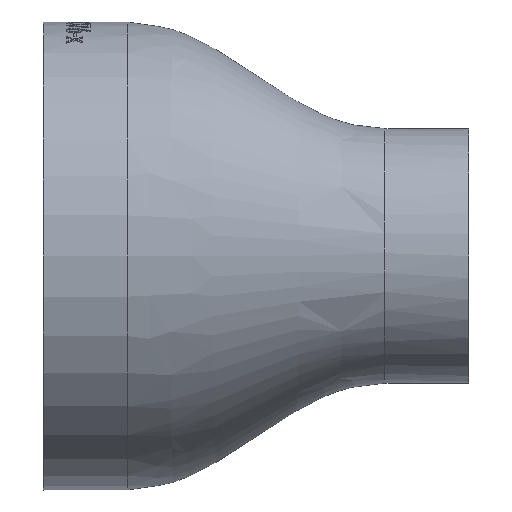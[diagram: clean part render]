
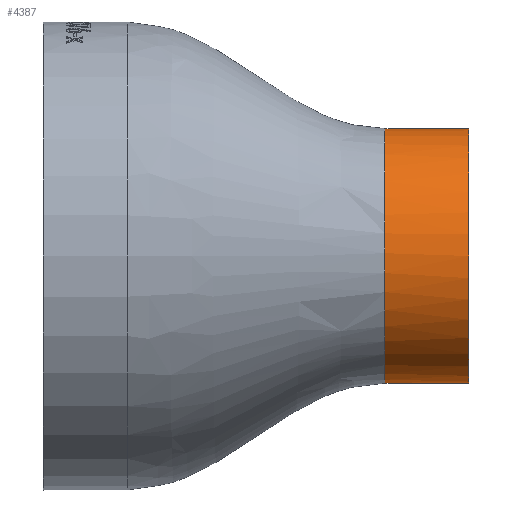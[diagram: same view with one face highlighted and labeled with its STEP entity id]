
A CAD part, front view. The second image highlights one B-rep face of the part: STEP entity #4387.
In plain terms, the highlighted cylindrical face has radius 38.05 mm (diameter 76.1 mm), a full revolution.
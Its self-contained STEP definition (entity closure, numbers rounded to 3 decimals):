
#166 = CARTESIAN_POINT ( 'NONE',  ( 102., -16.968, -35.112 ) ) ;
#1231 = CARTESIAN_POINT ( 'NONE',  ( 127., -31.8, 38.05 ) ) ;
#1592 = CARTESIAN_POINT ( 'NONE',  ( 102., -49.963, -33.505 ) ) ;
#1711 = CARTESIAN_POINT ( 'NONE',  ( 102., -63.395, -21.302 ) ) ;
#1717 = DIRECTION ( 'NONE',  ( -1., 0., 0. ) ) ;
#1803 = VERTEX_POINT ( 'NONE', #10773 ) ;
#1956 = CARTESIAN_POINT ( 'NONE',  ( 102., -0.204, -21.302 ) ) ;
#2206 = CARTESIAN_POINT ( 'NONE',  ( 102., -49.963, 33.505 ) ) ;
#2443 = CARTESIAN_POINT ( 'NONE',  ( 102., -56.036, 29.401 ) ) ;
#2561 = CARTESIAN_POINT ( 'NONE',  ( 102., -20.463, 36.395 ) ) ;
#3393 = CARTESIAN_POINT ( 'NONE',  ( 102., 6.117, -3.907 ) ) ;
#3511 = CARTESIAN_POINT ( 'NONE',  ( 102., -27.886, -37.917 ) ) ;
#3872 = CARTESIAN_POINT ( 'NONE',  ( 102., -20.463, -36.395 ) ) ;
#4105 = DIRECTION ( 'NONE',  ( -1., 0., 0. ) ) ;
#4119 = CARTESIAN_POINT ( 'NONE',  ( 102., -31.8, 38.117 ) ) ;
#4242 = CARTESIAN_POINT ( 'NONE',  ( 102., -27.886, 37.917 ) ) ;
#4387 = ADVANCED_FACE ( 'NONE', ( #15971, #23637 ), #7241, .T. ) ;
#4481 = CARTESIAN_POINT ( 'NONE',  ( 102., 4.595, 11.335 ) ) ;
#4820 = VERTEX_POINT ( 'NONE', #1231 ) ;
#5549 = CARTESIAN_POINT ( 'NONE',  ( 102., 6.25, 0. ) ) ;
#5662 = CARTESIAN_POINT ( 'NONE',  ( 102., -69.917, 0. ) ) ;
#5922 = CARTESIAN_POINT ( 'NONE',  ( 102., -16.968, 35.112 ) ) ;
#6034 = CARTESIAN_POINT ( 'NONE',  ( 102., -35.714, 37.917 ) ) ;
#6214 = AXIS2_PLACEMENT_3D ( 'NONE', #7955, #4105, #12841 ) ;
#6272 = CARTESIAN_POINT ( 'NONE',  ( 102., -65.305, 18.163 ) ) ;
#6999 = CARTESIAN_POINT ( 'NONE',  ( 102., -69.717, 3.914 ) ) ;
#7004 = DIRECTION ( 'NONE',  ( 0., 0., 1. ) ) ;
#7114 = CARTESIAN_POINT ( 'NONE',  ( 102., -10.498, -31.595 ) ) ;
#7235 = CARTESIAN_POINT ( 'NONE',  ( 102., 6.25, -1.313 ) ) ;
#7241 = CYLINDRICAL_SURFACE ( 'NONE', #11573, 38.05 ) ;
#7267 = ORIENTED_EDGE ( 'NONE', *, *, #22108, .F. ) ;
#7482 = CARTESIAN_POINT ( 'NONE',  ( 102., -31.8, -38.117 ) ) ;
#7658 = B_SPLINE_CURVE_WITH_KNOTS ( 'NONE', 3,
 ( #5549, #7235, #3393, #9259, #14299, #21717, #23516, #1956, #16560, #12854, #12977, #7114, #20160, #166, #3872, #19804, #3511, #7482, #18000, #8797, #14777, #21839, #1592, #16201, #8911, #10804, #18119, #1711, #16314, #23631, #16073, #22074, #23396, #5662, #6999, #18856, #11657, #9501, #6272, #18978, #15254, #18607, #2443, #11530, #2206, #13579, #16923, #9384, #6034, #4119, #4242, #13461, #2561, #5922, #9860, #22195, #22563, #11413, #18727, #22443, #20529, #13341, #4481, #20647, #17155, #20883, #16681 ),
 .UNSPECIFIED., .T., .F.,
 ( 4, 1, 1, 1, 1, 1, 1, 1, 1, 1, 1, 1, 1, 1, 1, 1, 1, 1, 1, 1, 1, 1, 1, 1, 1, 1, 1, 1, 1, 1, 1, 1, 1, 1, 1, 1, 1, 1, 1, 1, 1, 1, 1, 1, 1, 1, 1, 1, 1, 1, 1, 1, 1, 1, 1, 1, 1, 1, 1, 1, 1, 1, 1, 1, 4 ),
 ( 0., 0.016, 0.031, 0.047, 0.063, 0.078, 0.094, 0.109, 0.125, 0.141, 0.156, 0.172, 0.188, 0.203, 0.219, 0.234, 0.25, 0.266, 0.281, 0.297, 0.313, 0.328, 0.344, 0.359, 0.375, 0.391, 0.406, 0.422, 0.438, 0.453, 0.469, 0.484, 0.5, 0.516, 0.531, 0.547, 0.563, 0.578, 0.594, 0.609, 0.625, 0.641, 0.656, 0.672, 0.688, 0.703, 0.719, 0.734, 0.75, 0.766, 0.781, 0.797, 0.813, 0.828, 0.844, 0.859, 0.875, 0.891, 0.906, 0.922, 0.938, 0.953, 0.969, 0.984, 1. ),
 .UNSPECIFIED. ) ;
#7955 = CARTESIAN_POINT ( 'NONE',  ( 127., -31.8, 0. ) ) ;
#8797 = CARTESIAN_POINT ( 'NONE',  ( 102., -39.481, -37.337 ) ) ;
#8911 = CARTESIAN_POINT ( 'NONE',  ( 102., -56.036, -29.401 ) ) ;
#9259 = CARTESIAN_POINT ( 'NONE',  ( 102., 5.537, -7.686 ) ) ;
#9384 = CARTESIAN_POINT ( 'NONE',  ( 102., -39.481, 37.337 ) ) ;
#9501 = CARTESIAN_POINT ( 'NONE',  ( 102., -66.912, 14.832 ) ) ;
#9818 = EDGE_LOOP ( 'NONE', ( #7267 ) ) ;
#9860 = CARTESIAN_POINT ( 'NONE',  ( 102., -13.637, 33.505 ) ) ;
#10773 = CARTESIAN_POINT ( 'NONE',  ( 102., 6.25, 0. ) ) ;
#10804 = CARTESIAN_POINT ( 'NONE',  ( 102., -58.741, -26.941 ) ) ;
#11413 = CARTESIAN_POINT ( 'NONE',  ( 102., -4.859, 26.941 ) ) ;
#11530 = CARTESIAN_POINT ( 'NONE',  ( 102., -53.102, 31.595 ) ) ;
#11573 = AXIS2_PLACEMENT_3D ( 'NONE', #19927, #1717, #7004 ) ;
#11657 = CARTESIAN_POINT ( 'NONE',  ( 102., -68.195, 11.337 ) ) ;
#12705 = CIRCLE ( 'NONE', #6214, 38.05 ) ;
#12752 = EDGE_LOOP ( 'NONE', ( #23264 ) ) ;
#12841 = DIRECTION ( 'NONE',  ( 0., 0., 1. ) ) ;
#12854 = CARTESIAN_POINT ( 'NONE',  ( 102., -4.859, -26.941 ) ) ;
#12977 = CARTESIAN_POINT ( 'NONE',  ( 102., -7.565, -29.401 ) ) ;
#13341 = CARTESIAN_POINT ( 'NONE',  ( 102., 3.312, 14.833 ) ) ;
#13461 = CARTESIAN_POINT ( 'NONE',  ( 102., -24.119, 37.337 ) ) ;
#13579 = CARTESIAN_POINT ( 'NONE',  ( 102., -46.632, 35.112 ) ) ;
#14299 = CARTESIAN_POINT ( 'NONE',  ( 102., 4.595, -11.335 ) ) ;
#14777 = CARTESIAN_POINT ( 'NONE',  ( 102., -43.137, -36.395 ) ) ;
#15254 = CARTESIAN_POINT ( 'NONE',  ( 102., -61.201, 24.236 ) ) ;
#15971 = FACE_OUTER_BOUND ( 'NONE', #12752, .T. ) ;
#16073 = CARTESIAN_POINT ( 'NONE',  ( 102., -68.195, -11.337 ) ) ;
#16201 = CARTESIAN_POINT ( 'NONE',  ( 102., -53.102, -31.595 ) ) ;
#16314 = CARTESIAN_POINT ( 'NONE',  ( 102., -65.305, -18.163 ) ) ;
#16560 = CARTESIAN_POINT ( 'NONE',  ( 102., -2.399, -24.236 ) ) ;
#16681 = CARTESIAN_POINT ( 'NONE',  ( 102., 6.25, 0. ) ) ;
#16923 = CARTESIAN_POINT ( 'NONE',  ( 102., -43.137, 36.395 ) ) ;
#17155 = CARTESIAN_POINT ( 'NONE',  ( 102., 6.117, 3.907 ) ) ;
#18000 = CARTESIAN_POINT ( 'NONE',  ( 102., -35.714, -37.917 ) ) ;
#18119 = CARTESIAN_POINT ( 'NONE',  ( 102., -61.201, -24.236 ) ) ;
#18256 = EDGE_CURVE ( 'NONE', #4820, #4820, #12705, .T. ) ;
#18607 = CARTESIAN_POINT ( 'NONE',  ( 102., -58.741, 26.941 ) ) ;
#18727 = CARTESIAN_POINT ( 'NONE',  ( 102., -2.399, 24.236 ) ) ;
#18856 = CARTESIAN_POINT ( 'NONE',  ( 102., -69.137, 7.681 ) ) ;
#18978 = CARTESIAN_POINT ( 'NONE',  ( 102., -63.395, 21.302 ) ) ;
#19804 = CARTESIAN_POINT ( 'NONE',  ( 102., -24.119, -37.337 ) ) ;
#19927 = CARTESIAN_POINT ( 'NONE',  ( 101.827, -31.8, 0. ) ) ;
#20160 = CARTESIAN_POINT ( 'NONE',  ( 102., -13.637, -33.505 ) ) ;
#20529 = CARTESIAN_POINT ( 'NONE',  ( 102., 1.705, 18.162 ) ) ;
#20647 = CARTESIAN_POINT ( 'NONE',  ( 102., 5.537, 7.686 ) ) ;
#20883 = CARTESIAN_POINT ( 'NONE',  ( 102., 6.25, 1.313 ) ) ;
#21717 = CARTESIAN_POINT ( 'NONE',  ( 102., 3.312, -14.833 ) ) ;
#21839 = CARTESIAN_POINT ( 'NONE',  ( 102., -46.632, -35.112 ) ) ;
#22074 = CARTESIAN_POINT ( 'NONE',  ( 102., -69.137, -7.681 ) ) ;
#22108 = EDGE_CURVE ( 'NONE', #1803, #1803, #7658, .T. ) ;
#22195 = CARTESIAN_POINT ( 'NONE',  ( 102., -10.498, 31.595 ) ) ;
#22443 = CARTESIAN_POINT ( 'NONE',  ( 102., -0.204, 21.302 ) ) ;
#22563 = CARTESIAN_POINT ( 'NONE',  ( 102., -7.565, 29.401 ) ) ;
#23264 = ORIENTED_EDGE ( 'NONE', *, *, #18256, .T. ) ;
#23396 = CARTESIAN_POINT ( 'NONE',  ( 102., -69.717, -3.914 ) ) ;
#23516 = CARTESIAN_POINT ( 'NONE',  ( 102., 1.705, -18.162 ) ) ;
#23631 = CARTESIAN_POINT ( 'NONE',  ( 102., -66.912, -14.832 ) ) ;
#23637 = FACE_OUTER_BOUND ( 'NONE', #9818, .T. ) ;
